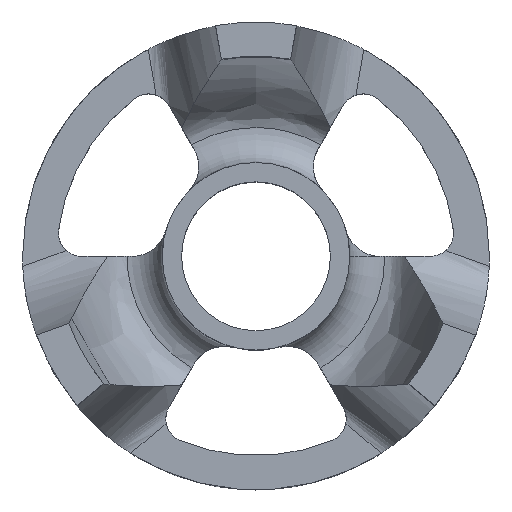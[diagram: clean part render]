
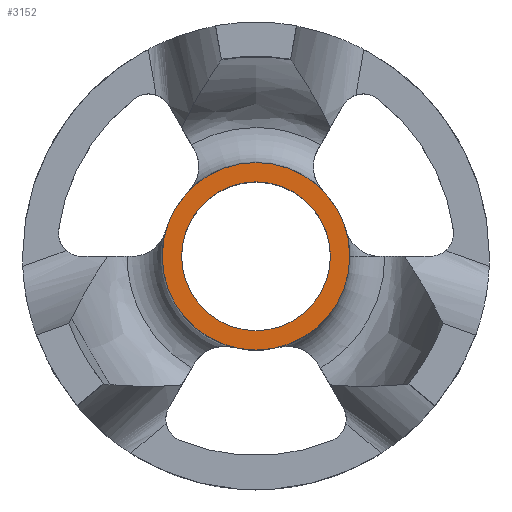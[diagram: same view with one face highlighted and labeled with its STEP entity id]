
A CAD part, top view. The second image highlights one B-rep face of the part: STEP entity #3152.
In plain terms, the highlighted planar face has unit normal (0, 0, 1).
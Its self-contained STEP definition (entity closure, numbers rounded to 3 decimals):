
#46 = EDGE_CURVE ( 'NONE', #464, #823, #227, .T. ) ;
#67 = AXIS2_PLACEMENT_3D ( 'NONE', #499, #2270, #756 ) ;
#121 = EDGE_CURVE ( 'NONE', #1507, #2320, #741, .T. ) ;
#227 = CIRCLE ( 'NONE', #2006, 4. ) ;
#232 = EDGE_CURVE ( 'NONE', #823, #464, #3166, .T. ) ;
#366 = AXIS2_PLACEMENT_3D ( 'NONE', #1482, #3209, #1734 ) ;
#391 = CARTESIAN_POINT ( 'NONE',  ( 4., 0., 8.103 ) ) ;
#453 = CARTESIAN_POINT ( 'NONE',  ( 0., 0., 8.103 ) ) ;
#464 = VERTEX_POINT ( 'NONE', #391 ) ;
#499 = CARTESIAN_POINT ( 'NONE',  ( 0., 0., 8.103 ) ) ;
#552 = CARTESIAN_POINT ( 'NONE',  ( 3.175, 0., 8.103 ) ) ;
#729 = CIRCLE ( 'NONE', #366, 3.175 ) ;
#741 = CIRCLE ( 'NONE', #2331, 3.175 ) ;
#756 = DIRECTION ( 'NONE',  ( 1., 0., 0. ) ) ;
#823 = VERTEX_POINT ( 'NONE', #1453 ) ;
#964 = PLANE ( 'NONE',  #1944 ) ;
#1034 = EDGE_LOOP ( 'NONE', ( #2712, #2772 ) ) ;
#1065 = DIRECTION ( 'NONE',  ( 1., 0., 0. ) ) ;
#1226 = DIRECTION ( 'NONE',  ( 1., 0., 0. ) ) ;
#1280 = FACE_OUTER_BOUND ( 'NONE', #2378, .T. ) ;
#1325 = CARTESIAN_POINT ( 'NONE',  ( 0., 0., 8.103 ) ) ;
#1366 = FACE_BOUND ( 'NONE', #1034, .T. ) ;
#1453 = CARTESIAN_POINT ( 'NONE',  ( -4., 0., 8.103 ) ) ;
#1482 = CARTESIAN_POINT ( 'NONE',  ( 0., 0., 8.103 ) ) ;
#1507 = VERTEX_POINT ( 'NONE', #552 ) ;
#1527 = ORIENTED_EDGE ( 'NONE', *, *, #232, .T. ) ;
#1734 = DIRECTION ( 'NONE',  ( 1., 0., 0. ) ) ;
#1944 = AXIS2_PLACEMENT_3D ( 'NONE', #453, #2713, #1226 ) ;
#2006 = AXIS2_PLACEMENT_3D ( 'NONE', #1325, #2812, #1065 ) ;
#2027 = EDGE_CURVE ( 'NONE', #2320, #1507, #729, .T. ) ;
#2270 = DIRECTION ( 'NONE',  ( 0., 0., 1. ) ) ;
#2320 = VERTEX_POINT ( 'NONE', #3094 ) ;
#2331 = AXIS2_PLACEMENT_3D ( 'NONE', #3003, #2488, #3248 ) ;
#2378 = EDGE_LOOP ( 'NONE', ( #2489, #1527 ) ) ;
#2488 = DIRECTION ( 'NONE',  ( 0., 0., -1. ) ) ;
#2489 = ORIENTED_EDGE ( 'NONE', *, *, #46, .T. ) ;
#2712 = ORIENTED_EDGE ( 'NONE', *, *, #121, .T. ) ;
#2713 = DIRECTION ( 'NONE',  ( 0., 0., 1. ) ) ;
#2772 = ORIENTED_EDGE ( 'NONE', *, *, #2027, .T. ) ;
#2812 = DIRECTION ( 'NONE',  ( 0., 0., 1. ) ) ;
#3003 = CARTESIAN_POINT ( 'NONE',  ( 0., 0., 8.103 ) ) ;
#3094 = CARTESIAN_POINT ( 'NONE',  ( -3.175, 0., 8.103 ) ) ;
#3152 = ADVANCED_FACE ( 'NONE', ( #1366, #1280 ), #964, .T. ) ;
#3166 = CIRCLE ( 'NONE', #67, 4. ) ;
#3209 = DIRECTION ( 'NONE',  ( 0., 0., -1. ) ) ;
#3248 = DIRECTION ( 'NONE',  ( 1., 0., 0. ) ) ;
